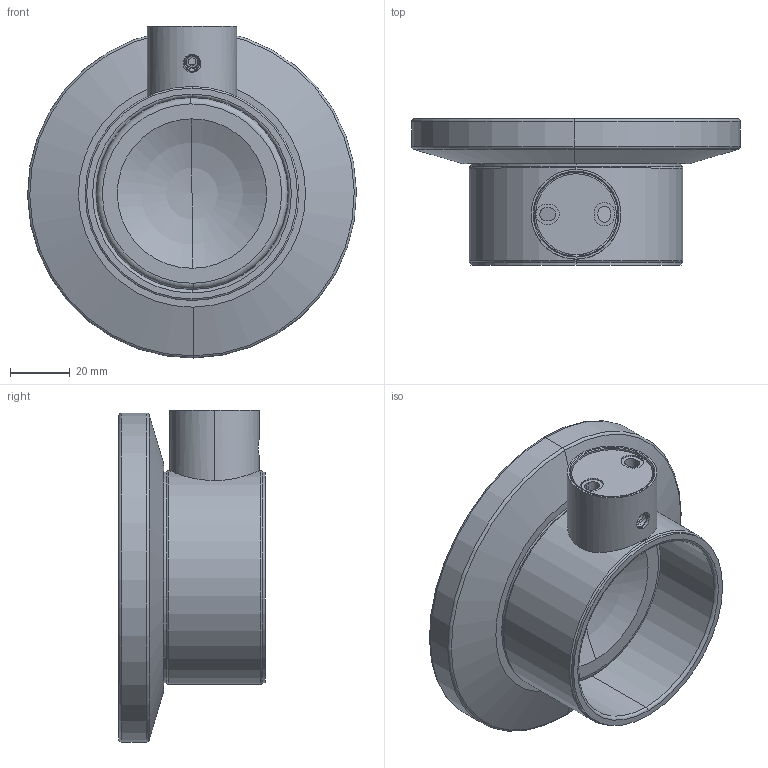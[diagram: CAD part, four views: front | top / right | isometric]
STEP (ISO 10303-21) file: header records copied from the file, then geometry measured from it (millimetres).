
FILE_DESCRIPTION (( 'STEP AP203' ), '1' );
FILE_NAME ('39615A-00-00.STEP', '2023-05-26T11:14:33', ( 'Windows User' ), ( 'P R C' ), 'SwSTEP 2.0', 'SolidWorks 2015', '' );
FILE_SCHEMA (( 'CONFIG_CONTROL_DESIGN' ));
Length unit declared in the file: millimetre
Products named in the file (1): 39615A-00-00
Bounding box: 109.99 x 49 x 111.05 mm (x, y, z)
Surface area: 45467.2 mm2 (no closed solid volume)
Topology: 0 solids, 9 shells, 206 faces, 513 edges, 319 vertices
Faces by surface type: bspline 60, torus 51, cylinder 36, cone 35, plane 22, sphere 2
Entity records: 9943 total; most frequent: CARTESIAN_POINT 5311, ORIENTED_EDGE 951, DIRECTION 939, EDGE_CURVE 511, AXIS2_PLACEMENT_3D 421, VERTEX_POINT 319, CIRCLE 274, EDGE_LOOP 224
